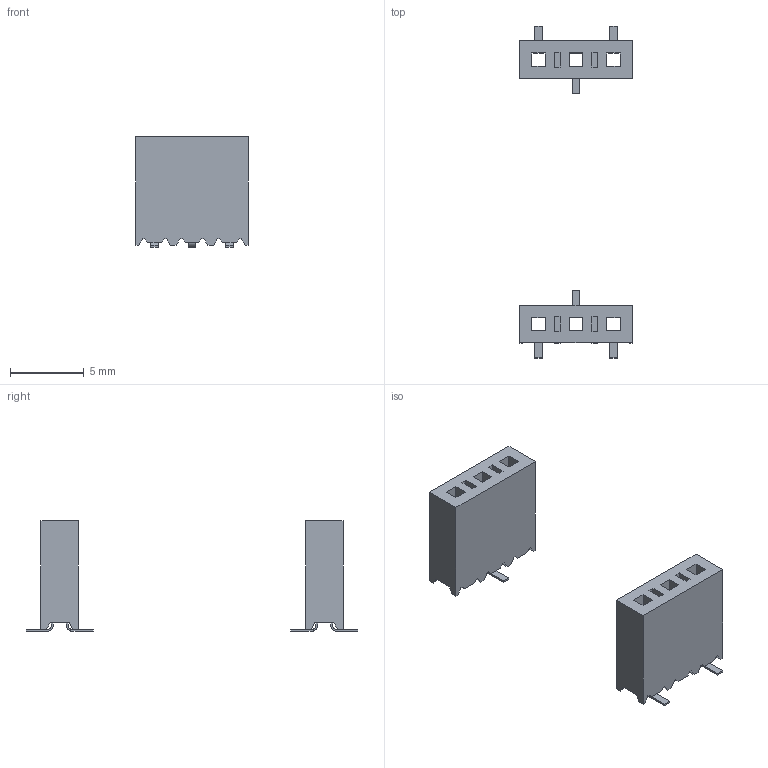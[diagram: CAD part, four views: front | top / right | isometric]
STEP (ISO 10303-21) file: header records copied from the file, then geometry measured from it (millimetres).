
FILE_DESCRIPTION(('FreeCAD Model'),'2;1');
FILE_NAME('ASSEMBLY_cp.step','2017-12-24T00:01:28',( 'kicad StepUp'),('ksu MCAD'),'Open CASCADE STEP processor 7.1', 'FreeCAD','Unknown');
FILE_SCHEMA(('AUTOMOTIVE_DESIGN { 1 0 10303 214 1 1 1 1 }'));
Length unit declared in the file: millimetre
Products named in the file (1): ASSEMBLY_cp
Bounding box: 7.62 x 22.49 x 7.49 mm (x, y, z)
Volume: 235.9 mm3; surface area: 554.1 mm2
Topology: 2 solids, 2 shells, 208 faces, 600 edges, 400 vertices
Faces by surface type: plane 196, cylinder 12
Entity records: 8200 total; most frequent: CARTESIAN_POINT 1209, ORIENTED_EDGE 1200, DIRECTION 1042, EDGE_CURVE 600, LINE 576, VECTOR 576, VERTEX_POINT 400, AXIS2_PLACEMENT_3D 233
